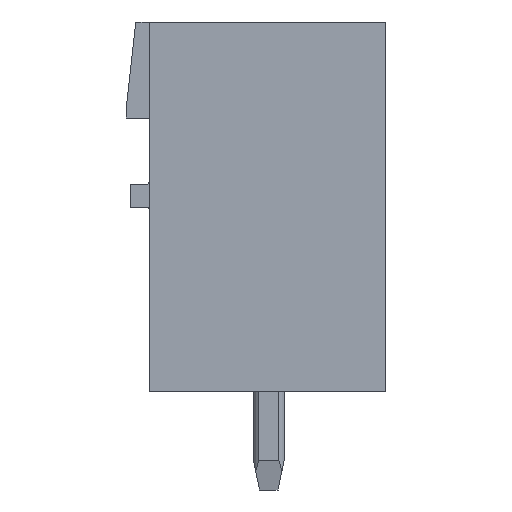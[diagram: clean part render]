
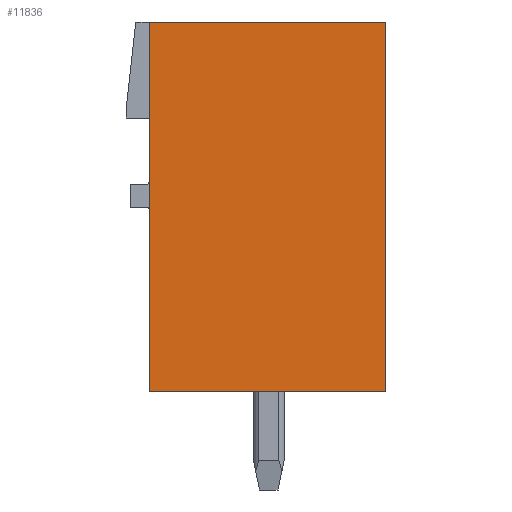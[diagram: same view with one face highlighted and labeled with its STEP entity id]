
A CAD part, left-side view. The second image highlights one B-rep face of the part: STEP entity #11836.
In plain terms, the highlighted planar face has unit normal (-1, 0, 0).
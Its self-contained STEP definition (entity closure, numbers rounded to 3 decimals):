
#11828=AXIS2_PLACEMENT_3D('Plane Axis2P3D',#11825,#11826,#11827) ;
#49=CARTESIAN_POINT('Vertex',(0.,0.,15.2)) ;
#52=CARTESIAN_POINT('Line Origine',(0.,0.,9.2)) ;
#56=CARTESIAN_POINT('Vertex',(0.,0.,3.2)) ;
#115=CARTESIAN_POINT('Vertex',(0.,7.68,15.2)) ;
#118=CARTESIAN_POINT('Line Origine',(0.,3.84,15.2)) ;
#2583=CARTESIAN_POINT('Vertex',(0.,7.68,3.2)) ;
#2586=CARTESIAN_POINT('Line Origine',(0.,7.68,9.2)) ;
#2888=CARTESIAN_POINT('Line Origine',(0.,3.84,3.2)) ;
#11825=CARTESIAN_POINT('Axis2P3D Location',(0.,0.,0.)) ;
#53=DIRECTION('Vector Direction',(0.,0.,-1.)) ;
#119=DIRECTION('Vector Direction',(0.,-1.,0.)) ;
#2587=DIRECTION('Vector Direction',(0.,0.,-1.)) ;
#2889=DIRECTION('Vector Direction',(0.,1.,0.)) ;
#11826=DIRECTION('Axis2P3D Direction',(-1.,0.,0.)) ;
#11827=DIRECTION('Axis2P3D XDirection',(0.,0.,1.)) ;
#54=VECTOR('Line Direction',#53,1.) ;
#120=VECTOR('Line Direction',#119,1.) ;
#2588=VECTOR('Line Direction',#2587,1.) ;
#2890=VECTOR('Line Direction',#2889,1.) ;
#11831=ORIENTED_EDGE('',*,*,#122,.T.) ;
#11832=ORIENTED_EDGE('',*,*,#2590,.T.) ;
#11833=ORIENTED_EDGE('',*,*,#2892,.T.) ;
#11834=ORIENTED_EDGE('',*,*,#58,.T.) ;
#11836=ADVANCED_FACE('HOUSING',(#11835),#11829,.T.) ;
#58=EDGE_CURVE('',#57,#50,#55,.F.) ;
#122=EDGE_CURVE('',#50,#116,#121,.F.) ;
#2590=EDGE_CURVE('',#116,#2584,#2589,.T.) ;
#2892=EDGE_CURVE('',#2584,#57,#2891,.F.) ;
#11830=EDGE_LOOP('',(#11831,#11832,#11833,#11834)) ;
#11835=FACE_OUTER_BOUND('',#11830,.T.) ;
#55=LINE('Line',#52,#54) ;
#121=LINE('Line',#118,#120) ;
#2589=LINE('Line',#2586,#2588) ;
#2891=LINE('Line',#2888,#2890) ;
#11829=PLANE('',#11828) ;
#50=VERTEX_POINT('',#49) ;
#57=VERTEX_POINT('',#56) ;
#116=VERTEX_POINT('',#115) ;
#2584=VERTEX_POINT('',#2583) ;
